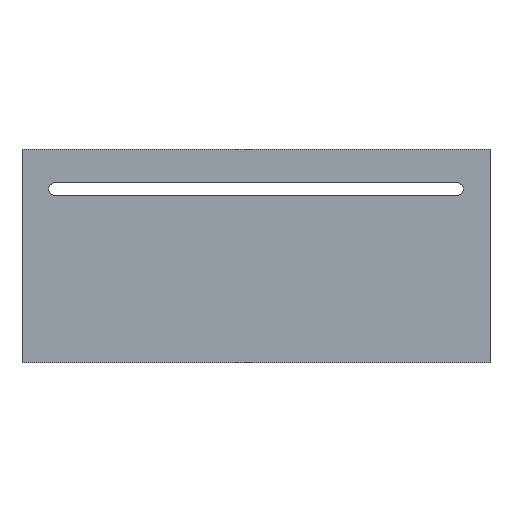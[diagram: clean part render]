
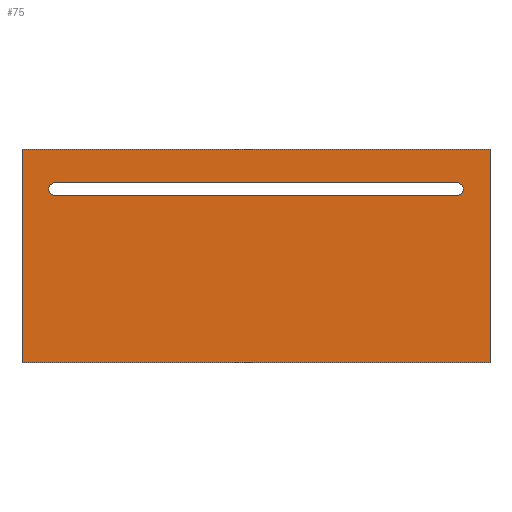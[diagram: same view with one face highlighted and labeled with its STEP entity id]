
A CAD part, front view. The second image highlights one B-rep face of the part: STEP entity #75.
In plain terms, the highlighted planar face has unit normal (0, -1, 0).
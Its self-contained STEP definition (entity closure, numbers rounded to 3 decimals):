
#1 = EDGE_CURVE ( 'NONE', #310, #281, #159, .T. ) ;
#7 = FACE_OUTER_BOUND ( 'NONE', #193, .T. ) ;
#8 = DIRECTION ( 'NONE',  ( -1., 0., 0. ) ) ;
#11 = VECTOR ( 'NONE', #127, 1000. ) ;
#15 = CARTESIAN_POINT ( 'NONE',  ( 0., 0., 37.5 ) ) ;
#22 = CARTESIAN_POINT ( 'NONE',  ( -87.5, 0., 50. ) ) ;
#24 = CARTESIAN_POINT ( 'NONE',  ( -75., 0., 37.5 ) ) ;
#28 = VERTEX_POINT ( 'NONE', #35 ) ;
#31 = EDGE_CURVE ( 'NONE', #155, #156, #48, .T. ) ;
#34 = DIRECTION ( 'NONE',  ( 1., 0., 0. ) ) ;
#35 = CARTESIAN_POINT ( 'NONE',  ( 87.5, 0., 50. ) ) ;
#37 = DIRECTION ( 'NONE',  ( 0., 0., 1. ) ) ;
#40 = DIRECTION ( 'NONE',  ( 0., 1., 0. ) ) ;
#43 = VECTOR ( 'NONE', #211, 1000. ) ;
#45 = CARTESIAN_POINT ( 'NONE',  ( -75., 0., 35. ) ) ;
#47 = CARTESIAN_POINT ( 'NONE',  ( 87.5, 0., -30. ) ) ;
#48 = CIRCLE ( 'NONE', #327, 2.5 ) ;
#53 = EDGE_CURVE ( 'NONE', #186, #28, #317, .T. ) ;
#75 = ADVANCED_FACE ( 'NONE', ( #330, #7 ), #241, .F. ) ;
#79 = ORIENTED_EDGE ( 'NONE', *, *, #31, .T. ) ;
#81 = EDGE_CURVE ( 'NONE', #156, #337, #204, .T. ) ;
#85 = ORIENTED_EDGE ( 'NONE', *, *, #1, .F. ) ;
#96 = EDGE_CURVE ( 'NONE', #286, #155, #308, .T. ) ;
#100 = CARTESIAN_POINT ( 'NONE',  ( 75., 0., 35. ) ) ;
#101 = DIRECTION ( 'NONE',  ( 0., 0., 1. ) ) ;
#102 = EDGE_CURVE ( 'NONE', #28, #310, #321, .T. ) ;
#109 = CARTESIAN_POINT ( 'NONE',  ( -75., 0., 32.5 ) ) ;
#124 = VECTOR ( 'NONE', #367, 1000. ) ;
#127 = DIRECTION ( 'NONE',  ( 0., 0., -1. ) ) ;
#131 = ORIENTED_EDGE ( 'NONE', *, *, #53, .F. ) ;
#137 = ORIENTED_EDGE ( 'NONE', *, *, #96, .T. ) ;
#148 = AXIS2_PLACEMENT_3D ( 'NONE', #45, #40, #101 ) ;
#155 = VERTEX_POINT ( 'NONE', #364 ) ;
#156 = VERTEX_POINT ( 'NONE', #189 ) ;
#157 = CARTESIAN_POINT ( 'NONE',  ( -87.5, 0., 50. ) ) ;
#159 = LINE ( 'NONE', #295, #228 ) ;
#164 = DIRECTION ( 'NONE',  ( 1., 0., 0. ) ) ;
#186 = VERTEX_POINT ( 'NONE', #157 ) ;
#189 = CARTESIAN_POINT ( 'NONE',  ( 75., 0., 32.5 ) ) ;
#193 = EDGE_LOOP ( 'NONE', ( #348, #85, #267, #131 ) ) ;
#194 = EDGE_CURVE ( 'NONE', #337, #286, #342, .T. ) ;
#204 = LINE ( 'NONE', #294, #43 ) ;
#211 = DIRECTION ( 'NONE',  ( -1., 0., 0. ) ) ;
#213 = CARTESIAN_POINT ( 'NONE',  ( 0., 0., 0. ) ) ;
#218 = AXIS2_PLACEMENT_3D ( 'NONE', #213, #353, #298 ) ;
#227 = LINE ( 'NONE', #22, #124 ) ;
#228 = VECTOR ( 'NONE', #8, 1000. ) ;
#233 = ORIENTED_EDGE ( 'NONE', *, *, #194, .T. ) ;
#237 = DIRECTION ( 'NONE',  ( 0., 1., 0. ) ) ;
#241 = PLANE ( 'NONE',  #218 ) ;
#249 = EDGE_LOOP ( 'NONE', ( #137, #79, #331, #233 ) ) ;
#259 = VECTOR ( 'NONE', #34, 1000. ) ;
#267 = ORIENTED_EDGE ( 'NONE', *, *, #102, .F. ) ;
#268 = CARTESIAN_POINT ( 'NONE',  ( 87.5, 0., 50. ) ) ;
#278 = CARTESIAN_POINT ( 'NONE',  ( -87.5, 0., -30. ) ) ;
#281 = VERTEX_POINT ( 'NONE', #278 ) ;
#286 = VERTEX_POINT ( 'NONE', #24 ) ;
#294 = CARTESIAN_POINT ( 'NONE',  ( 0., 0., 32.5 ) ) ;
#295 = CARTESIAN_POINT ( 'NONE',  ( 87.5, 0., -30. ) ) ;
#298 = DIRECTION ( 'NONE',  ( 0., 0., 1. ) ) ;
#308 = LINE ( 'NONE', #15, #324 ) ;
#310 = VERTEX_POINT ( 'NONE', #47 ) ;
#317 = LINE ( 'NONE', #268, #259 ) ;
#321 = LINE ( 'NONE', #326, #11 ) ;
#324 = VECTOR ( 'NONE', #164, 1000. ) ;
#326 = CARTESIAN_POINT ( 'NONE',  ( 87.5, 0., 50. ) ) ;
#327 = AXIS2_PLACEMENT_3D ( 'NONE', #100, #237, #37 ) ;
#330 = FACE_BOUND ( 'NONE', #249, .T. ) ;
#331 = ORIENTED_EDGE ( 'NONE', *, *, #81, .T. ) ;
#337 = VERTEX_POINT ( 'NONE', #109 ) ;
#342 = CIRCLE ( 'NONE', #148, 2.5 ) ;
#348 = ORIENTED_EDGE ( 'NONE', *, *, #370, .F. ) ;
#353 = DIRECTION ( 'NONE',  ( 0., 1., 0. ) ) ;
#364 = CARTESIAN_POINT ( 'NONE',  ( 75., 0., 37.5 ) ) ;
#367 = DIRECTION ( 'NONE',  ( 0., 0., 1. ) ) ;
#370 = EDGE_CURVE ( 'NONE', #281, #186, #227, .T. ) ;
